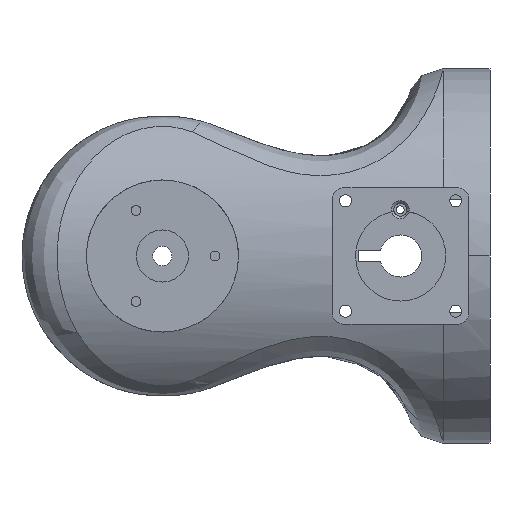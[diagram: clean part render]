
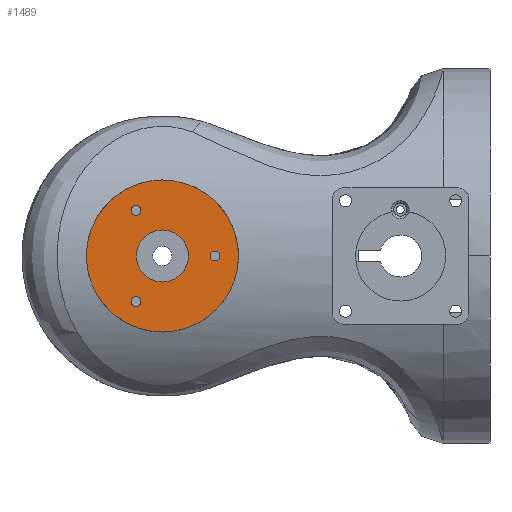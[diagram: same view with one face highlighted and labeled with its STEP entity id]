
A CAD part, left-side view. The second image highlights one B-rep face of the part: STEP entity #1489.
In plain terms, the highlighted planar face has unit normal (-1, 0, 0).
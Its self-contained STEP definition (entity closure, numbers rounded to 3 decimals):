
#55 = FACE_BOUND ( 'NONE', #773, .T. ) ;
#184 = DIRECTION ( 'NONE',  ( 1., 0., 0. ) ) ;
#205 = VERTEX_POINT ( 'NONE', #7272 ) ;
#427 = CIRCLE ( 'NONE', #2074, 32.5 ) ;
#490 = DIRECTION ( 'NONE',  ( 0., 0., 1. ) ) ;
#510 = EDGE_CURVE ( 'NONE', #205, #1272, #10916, .T. ) ;
#651 = ORIENTED_EDGE ( 'NONE', *, *, #11814, .T. ) ;
#773 = EDGE_LOOP ( 'NONE', ( #12685, #7095 ) ) ;
#780 = AXIS2_PLACEMENT_3D ( 'NONE', #1329, #10024, #10978 ) ;
#852 = AXIS2_PLACEMENT_3D ( 'NONE', #9776, #2049, #3925 ) ;
#1272 = VERTEX_POINT ( 'NONE', #9213 ) ;
#1329 = CARTESIAN_POINT ( 'NONE',  ( 8., 97.5, -80. ) ) ;
#1489 = ADVANCED_FACE ( 'NONE', ( #10740, #55, #7908, #3991, #8942 ), #11766, .F. ) ;
#1687 = ORIENTED_EDGE ( 'NONE', *, *, #6259, .T. ) ;
#1953 = DIRECTION ( 'NONE',  ( -1., 0., 0. ) ) ;
#2049 = DIRECTION ( 'NONE',  ( -1., 0., 0. ) ) ;
#2074 = AXIS2_PLACEMENT_3D ( 'NONE', #2984, #1953, #11992 ) ;
#2314 = DIRECTION ( 'NONE',  ( 0., 0., 1. ) ) ;
#2777 = EDGE_CURVE ( 'NONE', #3532, #9429, #10802, .T. ) ;
#2984 = CARTESIAN_POINT ( 'NONE',  ( 8., 120., -80. ) ) ;
#3080 = DIRECTION ( 'NONE',  ( 0., 0., 1. ) ) ;
#3532 = VERTEX_POINT ( 'NONE', #11656 ) ;
#3780 = EDGE_LOOP ( 'NONE', ( #8495, #6319 ) ) ;
#3925 = DIRECTION ( 'NONE',  ( 0., 0., -1. ) ) ;
#3991 = FACE_BOUND ( 'NONE', #11775, .T. ) ;
#4168 = EDGE_CURVE ( 'NONE', #9429, #3532, #9494, .T. ) ;
#4390 = DIRECTION ( 'NONE',  ( -1., 0., 0. ) ) ;
#4551 = VERTEX_POINT ( 'NONE', #8743 ) ;
#4626 = EDGE_CURVE ( 'NONE', #5168, #6104, #9820, .T. ) ;
#4660 = AXIS2_PLACEMENT_3D ( 'NONE', #9800, #6650, #6589 ) ;
#4749 = CIRCLE ( 'NONE', #12338, 2.1 ) ;
#4861 = CARTESIAN_POINT ( 'NONE',  ( 8., 120., -112.5 ) ) ;
#4946 = VERTEX_POINT ( 'NONE', #4861 ) ;
#4994 = DIRECTION ( 'NONE',  ( 0., 0., -1. ) ) ;
#5066 = CIRCLE ( 'NONE', #4660, 2.1 ) ;
#5168 = VERTEX_POINT ( 'NONE', #10446 ) ;
#5497 = EDGE_CURVE ( 'NONE', #4946, #5748, #7347, .T. ) ;
#5701 = AXIS2_PLACEMENT_3D ( 'NONE', #9282, #4390, #8441 ) ;
#5748 = VERTEX_POINT ( 'NONE', #6301 ) ;
#5830 = DIRECTION ( 'NONE',  ( 0., 0., -1. ) ) ;
#5832 = CARTESIAN_POINT ( 'NONE',  ( 8., 131.25, -99.486 ) ) ;
#5851 = CARTESIAN_POINT ( 'NONE',  ( 8., 120., -80. ) ) ;
#5951 = CIRCLE ( 'NONE', #8631, 2.1 ) ;
#5955 = CARTESIAN_POINT ( 'NONE',  ( 8., 131.25, -99.486 ) ) ;
#6027 = DIRECTION ( 'NONE',  ( 0., 0., -1. ) ) ;
#6104 = VERTEX_POINT ( 'NONE', #11049 ) ;
#6206 = AXIS2_PLACEMENT_3D ( 'NONE', #6220, #8149, #6027 ) ;
#6220 = CARTESIAN_POINT ( 'NONE',  ( 8., 120., -80. ) ) ;
#6259 = EDGE_CURVE ( 'NONE', #4551, #12358, #5951, .T. ) ;
#6301 = CARTESIAN_POINT ( 'NONE',  ( 8., 120., -47.5 ) ) ;
#6319 = ORIENTED_EDGE ( 'NONE', *, *, #5497, .T. ) ;
#6475 = CARTESIAN_POINT ( 'NONE',  ( 8., 131.25, -60.514 ) ) ;
#6589 = DIRECTION ( 'NONE',  ( 0., 0., -1. ) ) ;
#6650 = DIRECTION ( 'NONE',  ( 1., 0., 0. ) ) ;
#6734 = DIRECTION ( 'NONE',  ( 1., 0., 0. ) ) ;
#7095 = ORIENTED_EDGE ( 'NONE', *, *, #510, .F. ) ;
#7132 = ORIENTED_EDGE ( 'NONE', *, *, #4168, .T. ) ;
#7138 = CARTESIAN_POINT ( 'NONE',  ( 8., 131.25, -60.514 ) ) ;
#7272 = CARTESIAN_POINT ( 'NONE',  ( 8., 120., -91.125 ) ) ;
#7347 = CIRCLE ( 'NONE', #5701, 32.5 ) ;
#7639 = CIRCLE ( 'NONE', #6206, 11.125 ) ;
#7765 = ORIENTED_EDGE ( 'NONE', *, *, #4626, .T. ) ;
#7768 = DIRECTION ( 'NONE',  ( 1., 0., 0. ) ) ;
#7908 = FACE_OUTER_BOUND ( 'NONE', #3780, .T. ) ;
#8149 = DIRECTION ( 'NONE',  ( -1., 0., 0. ) ) ;
#8410 = DIRECTION ( 'NONE',  ( 1., 0., 0. ) ) ;
#8414 = EDGE_CURVE ( 'NONE', #1272, #205, #7639, .T. ) ;
#8441 = DIRECTION ( 'NONE',  ( 0., 0., 1. ) ) ;
#8495 = ORIENTED_EDGE ( 'NONE', *, *, #10070, .T. ) ;
#8585 = AXIS2_PLACEMENT_3D ( 'NONE', #5851, #10797, #3080 ) ;
#8631 = AXIS2_PLACEMENT_3D ( 'NONE', #6475, #8410, #490 ) ;
#8739 = CARTESIAN_POINT ( 'NONE',  ( 8., 131.25, -97.386 ) ) ;
#8743 = CARTESIAN_POINT ( 'NONE',  ( 8., 131.25, -58.414 ) ) ;
#8942 = FACE_BOUND ( 'NONE', #11801, .T. ) ;
#9213 = CARTESIAN_POINT ( 'NONE',  ( 8., 120., -68.875 ) ) ;
#9216 = EDGE_CURVE ( 'NONE', #12358, #4551, #4749, .T. ) ;
#9282 = CARTESIAN_POINT ( 'NONE',  ( 8., 120., -80. ) ) ;
#9429 = VERTEX_POINT ( 'NONE', #8739 ) ;
#9476 = ORIENTED_EDGE ( 'NONE', *, *, #9216, .T. ) ;
#9494 = CIRCLE ( 'NONE', #11126, 2.1 ) ;
#9776 = CARTESIAN_POINT ( 'NONE',  ( 8., 120., -80. ) ) ;
#9783 = AXIS2_PLACEMENT_3D ( 'NONE', #5955, #7768, #5830 ) ;
#9800 = CARTESIAN_POINT ( 'NONE',  ( 8., 97.5, -80. ) ) ;
#9820 = CIRCLE ( 'NONE', #780, 2.1 ) ;
#10024 = DIRECTION ( 'NONE',  ( 1., 0., 0. ) ) ;
#10070 = EDGE_CURVE ( 'NONE', #5748, #4946, #427, .T. ) ;
#10446 = CARTESIAN_POINT ( 'NONE',  ( 8., 97.5, -77.9 ) ) ;
#10740 = FACE_BOUND ( 'NONE', #12510, .T. ) ;
#10797 = DIRECTION ( 'NONE',  ( 1., 0., 0. ) ) ;
#10802 = CIRCLE ( 'NONE', #9783, 2.1 ) ;
#10916 = CIRCLE ( 'NONE', #852, 11.125 ) ;
#10978 = DIRECTION ( 'NONE',  ( 0., 0., -1. ) ) ;
#11049 = CARTESIAN_POINT ( 'NONE',  ( 8., 97.5, -82.1 ) ) ;
#11126 = AXIS2_PLACEMENT_3D ( 'NONE', #5832, #6734, #4994 ) ;
#11656 = CARTESIAN_POINT ( 'NONE',  ( 8., 131.25, -101.586 ) ) ;
#11766 = PLANE ( 'NONE',  #8585 ) ;
#11775 = EDGE_LOOP ( 'NONE', ( #7765, #651 ) ) ;
#11801 = EDGE_LOOP ( 'NONE', ( #1687, #9476 ) ) ;
#11814 = EDGE_CURVE ( 'NONE', #6104, #5168, #5066, .T. ) ;
#11992 = DIRECTION ( 'NONE',  ( 0., 0., 1. ) ) ;
#12338 = AXIS2_PLACEMENT_3D ( 'NONE', #7138, #184, #2314 ) ;
#12358 = VERTEX_POINT ( 'NONE', #12393 ) ;
#12393 = CARTESIAN_POINT ( 'NONE',  ( 8., 131.25, -62.614 ) ) ;
#12475 = ORIENTED_EDGE ( 'NONE', *, *, #2777, .T. ) ;
#12510 = EDGE_LOOP ( 'NONE', ( #7132, #12475 ) ) ;
#12685 = ORIENTED_EDGE ( 'NONE', *, *, #8414, .F. ) ;
